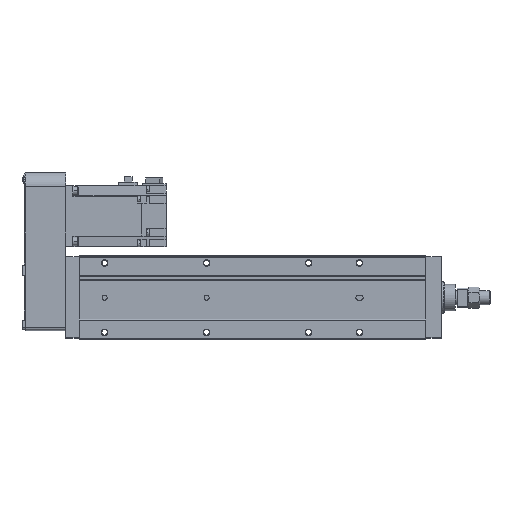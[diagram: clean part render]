
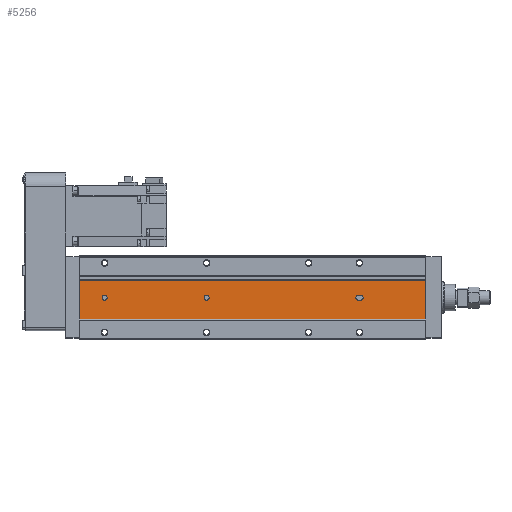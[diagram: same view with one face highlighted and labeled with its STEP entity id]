
A CAD part, front view. The second image highlights one B-rep face of the part: STEP entity #5256.
In plain terms, the highlighted planar face has unit normal (0, -1, 0).
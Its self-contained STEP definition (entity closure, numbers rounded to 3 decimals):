
#2 = DIRECTION ( 'NONE',  ( 0., 0., 1. ) ) ;
#176 = CARTESIAN_POINT ( 'NONE',  ( 125., 1., 0. ) ) ;
#571 = CARTESIAN_POINT ( 'NONE',  ( 340., 1., 16.4 ) ) ;
#2136 = AXIS2_PLACEMENT_3D ( 'NONE', #15884, #24276, #18078 ) ;
#2204 = CARTESIAN_POINT ( 'NONE',  ( 340., 1., 16.4 ) ) ;
#2302 = VERTEX_POINT ( 'NONE', #20515 ) ;
#2423 = VERTEX_POINT ( 'NONE', #3063 ) ;
#2470 = VERTEX_POINT ( 'NONE', #13679 ) ;
#2597 = CARTESIAN_POINT ( 'NONE',  ( 340., 1., -2.5 ) ) ;
#3063 = CARTESIAN_POINT ( 'NONE',  ( 0., 1., 16.4 ) ) ;
#3250 = CARTESIAN_POINT ( 'NONE',  ( 274., 1., 2.5 ) ) ;
#3346 = LINE ( 'NONE', #20707, #6225 ) ;
#3571 = EDGE_CURVE ( 'NONE', #16459, #2470, #8245, .T. ) ;
#3574 = VECTOR ( 'NONE', #5145, 1000. ) ;
#3742 = CIRCLE ( 'NONE', #21326, 2.5 ) ;
#4302 = DIRECTION ( 'NONE',  ( 0., 1., 0. ) ) ;
#4726 = CARTESIAN_POINT ( 'NONE',  ( 340., 1., 16.4 ) ) ;
#5145 = DIRECTION ( 'NONE',  ( 0., 0., -1. ) ) ;
#5156 = CARTESIAN_POINT ( 'NONE',  ( 25., 1., 0. ) ) ;
#5229 = VECTOR ( 'NONE', #19196, 1000. ) ;
#5256 = ADVANCED_FACE ( 'NONE', ( #19457, #16984, #13115, #19180 ), #21507, .F. ) ;
#5314 = ORIENTED_EDGE ( 'NONE', *, *, #16223, .F. ) ;
#6225 = VECTOR ( 'NONE', #13824, 1000. ) ;
#6254 = EDGE_CURVE ( 'NONE', #17405, #13919, #17067, .T. ) ;
#6580 = CARTESIAN_POINT ( 'NONE',  ( 340., 1., -21. ) ) ;
#6800 = DIRECTION ( 'NONE',  ( 0., -1., 0. ) ) ;
#6826 = ORIENTED_EDGE ( 'NONE', *, *, #23522, .F. ) ;
#6848 = LINE ( 'NONE', #6580, #14511 ) ;
#6867 = CARTESIAN_POINT ( 'NONE',  ( 0., 1., -21. ) ) ;
#6996 = EDGE_LOOP ( 'NONE', ( #21154, #8481 ) ) ;
#7296 = AXIS2_PLACEMENT_3D ( 'NONE', #571, #4302, #12856 ) ;
#7483 = EDGE_LOOP ( 'NONE', ( #18802, #13701, #5314, #19948 ) ) ;
#8117 = VERTEX_POINT ( 'NONE', #3250 ) ;
#8157 = EDGE_CURVE ( 'NONE', #14155, #16915, #22558, .T. ) ;
#8245 = CIRCLE ( 'NONE', #13967, 2.5 ) ;
#8462 = CARTESIAN_POINT ( 'NONE',  ( 340., 1., 2.5 ) ) ;
#8481 = ORIENTED_EDGE ( 'NONE', *, *, #9639, .F. ) ;
#8684 = CARTESIAN_POINT ( 'NONE',  ( 125., 1., 0. ) ) ;
#8900 = ORIENTED_EDGE ( 'NONE', *, *, #27013, .F. ) ;
#9639 = EDGE_CURVE ( 'NONE', #16915, #14155, #3742, .T. ) ;
#9829 = CARTESIAN_POINT ( 'NONE',  ( 276., 1., -2.5 ) ) ;
#10409 = CARTESIAN_POINT ( 'NONE',  ( 340., 1., 16.4 ) ) ;
#11349 = DIRECTION ( 'NONE',  ( 0., -1., 0. ) ) ;
#11492 = VERTEX_POINT ( 'NONE', #6867 ) ;
#11899 = VERTEX_POINT ( 'NONE', #20308 ) ;
#12598 = DIRECTION ( 'NONE',  ( 0., -1., 0. ) ) ;
#12856 = DIRECTION ( 'NONE',  ( 1., 0., 0. ) ) ;
#13115 = FACE_BOUND ( 'NONE', #6996, .T. ) ;
#13221 = EDGE_CURVE ( 'NONE', #25740, #2423, #16359, .T. ) ;
#13482 = DIRECTION ( 'NONE',  ( 1., 0., 0. ) ) ;
#13587 = DIRECTION ( 'NONE',  ( 0., -1., 0. ) ) ;
#13679 = CARTESIAN_POINT ( 'NONE',  ( 276., 1., 2.5 ) ) ;
#13701 = ORIENTED_EDGE ( 'NONE', *, *, #20999, .F. ) ;
#13824 = DIRECTION ( 'NONE',  ( 0., 0., -1. ) ) ;
#13860 = CARTESIAN_POINT ( 'NONE',  ( 25., 1., 0. ) ) ;
#13919 = VERTEX_POINT ( 'NONE', #14195 ) ;
#13967 = AXIS2_PLACEMENT_3D ( 'NONE', #17406, #6800, #23339 ) ;
#14155 = VERTEX_POINT ( 'NONE', #15894 ) ;
#14195 = CARTESIAN_POINT ( 'NONE',  ( 125., 1., 2.5 ) ) ;
#14428 = DIRECTION ( 'NONE',  ( -1., 0., 0. ) ) ;
#14511 = VECTOR ( 'NONE', #25454, 1000. ) ;
#14657 = VECTOR ( 'NONE', #14428, 1000. ) ;
#14946 = DIRECTION ( 'NONE',  ( 0., 0., 1. ) ) ;
#15321 = AXIS2_PLACEMENT_3D ( 'NONE', #176, #12598, #14946 ) ;
#15884 = CARTESIAN_POINT ( 'NONE',  ( 274., 1., 0. ) ) ;
#15894 = CARTESIAN_POINT ( 'NONE',  ( 25., 1., -2.5 ) ) ;
#16223 = EDGE_CURVE ( 'NONE', #25740, #11899, #17407, .T. ) ;
#16359 = LINE ( 'NONE', #10409, #14657 ) ;
#16360 = EDGE_CURVE ( 'NONE', #2423, #11492, #3346, .T. ) ;
#16459 = VERTEX_POINT ( 'NONE', #9829 ) ;
#16518 = CARTESIAN_POINT ( 'NONE',  ( 125., 1., -2.5 ) ) ;
#16915 = VERTEX_POINT ( 'NONE', #20675 ) ;
#16984 = FACE_BOUND ( 'NONE', #24427, .T. ) ;
#17067 = CIRCLE ( 'NONE', #15321, 2.5 ) ;
#17116 = EDGE_CURVE ( 'NONE', #2302, #16459, #25880, .T. ) ;
#17154 = DIRECTION ( 'NONE',  ( 0., 0., 1. ) ) ;
#17363 = DIRECTION ( 'NONE',  ( 0., -1., 0. ) ) ;
#17405 = VERTEX_POINT ( 'NONE', #16518 ) ;
#17406 = CARTESIAN_POINT ( 'NONE',  ( 276., 1., 0. ) ) ;
#17407 = LINE ( 'NONE', #4726, #3574 ) ;
#17652 = ORIENTED_EDGE ( 'NONE', *, *, #6254, .F. ) ;
#18078 = DIRECTION ( 'NONE',  ( 0., 0., 1. ) ) ;
#18802 = ORIENTED_EDGE ( 'NONE', *, *, #16360, .T. ) ;
#19180 = FACE_BOUND ( 'NONE', #20845, .T. ) ;
#19196 = DIRECTION ( 'NONE',  ( -1., 0., 0. ) ) ;
#19233 = CIRCLE ( 'NONE', #20984, 2.5 ) ;
#19457 = FACE_OUTER_BOUND ( 'NONE', #7483, .T. ) ;
#19948 = ORIENTED_EDGE ( 'NONE', *, *, #13221, .T. ) ;
#20308 = CARTESIAN_POINT ( 'NONE',  ( 340., 1., -21. ) ) ;
#20406 = EDGE_CURVE ( 'NONE', #8117, #2302, #24147, .T. ) ;
#20515 = CARTESIAN_POINT ( 'NONE',  ( 274., 1., -2.5 ) ) ;
#20675 = CARTESIAN_POINT ( 'NONE',  ( 25., 1., 2.5 ) ) ;
#20707 = CARTESIAN_POINT ( 'NONE',  ( 0., 1., 16.4 ) ) ;
#20845 = EDGE_LOOP ( 'NONE', ( #17652, #8900 ) ) ;
#20984 = AXIS2_PLACEMENT_3D ( 'NONE', #8684, #17363, #2 ) ;
#20999 = EDGE_CURVE ( 'NONE', #11899, #11492, #6848, .T. ) ;
#21154 = ORIENTED_EDGE ( 'NONE', *, *, #8157, .F. ) ;
#21326 = AXIS2_PLACEMENT_3D ( 'NONE', #5156, #11349, #17154 ) ;
#21399 = VECTOR ( 'NONE', #13482, 1000. ) ;
#21507 = PLANE ( 'NONE',  #7296 ) ;
#21957 = ORIENTED_EDGE ( 'NONE', *, *, #17116, .F. ) ;
#22251 = DIRECTION ( 'NONE',  ( 0., 0., 1. ) ) ;
#22558 = CIRCLE ( 'NONE', #26513, 2.5 ) ;
#23339 = DIRECTION ( 'NONE',  ( 0., 0., 1. ) ) ;
#23522 = EDGE_CURVE ( 'NONE', #2470, #8117, #25264, .T. ) ;
#24147 = CIRCLE ( 'NONE', #2136, 2.5 ) ;
#24276 = DIRECTION ( 'NONE',  ( 0., -1., 0. ) ) ;
#24427 = EDGE_LOOP ( 'NONE', ( #21957, #26616, #6826, #24742 ) ) ;
#24742 = ORIENTED_EDGE ( 'NONE', *, *, #3571, .F. ) ;
#25264 = LINE ( 'NONE', #8462, #5229 ) ;
#25454 = DIRECTION ( 'NONE',  ( -1., 0., 0. ) ) ;
#25740 = VERTEX_POINT ( 'NONE', #2204 ) ;
#25880 = LINE ( 'NONE', #2597, #21399 ) ;
#26513 = AXIS2_PLACEMENT_3D ( 'NONE', #13860, #13587, #22251 ) ;
#26616 = ORIENTED_EDGE ( 'NONE', *, *, #20406, .F. ) ;
#27013 = EDGE_CURVE ( 'NONE', #13919, #17405, #19233, .T. ) ;
